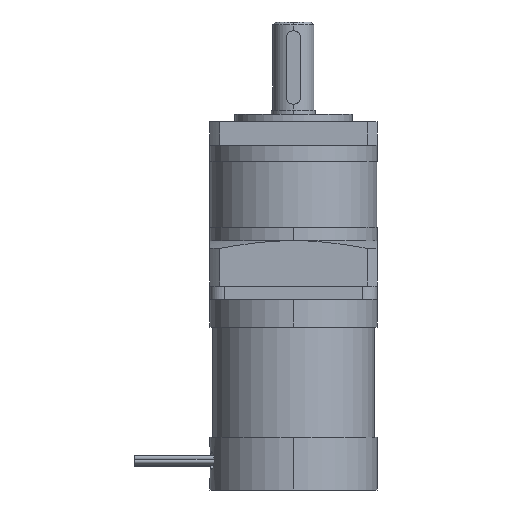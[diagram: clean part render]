
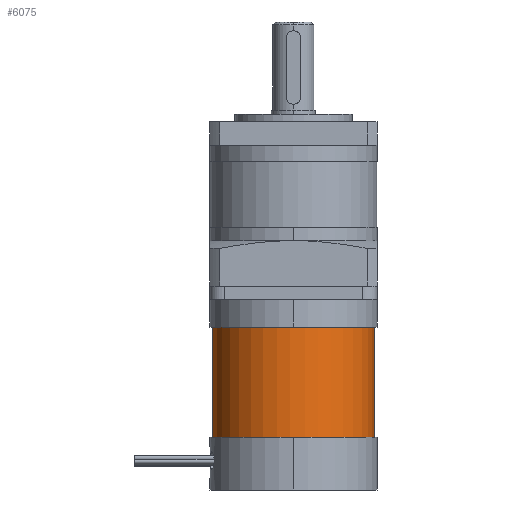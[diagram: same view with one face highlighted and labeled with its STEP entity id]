
A CAD part, front view. The second image highlights one B-rep face of the part: STEP entity #6075.
In plain terms, the highlighted cylindrical face has radius 27.5 mm (diameter 55 mm), a partial arc.
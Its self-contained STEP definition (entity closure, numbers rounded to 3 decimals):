
#252 = ORIENTED_EDGE ( 'NONE', *, *, #7451, .T. ) ;
#301 = DIRECTION ( 'NONE',  ( -1., 0., 0. ) ) ;
#1640 = EDGE_CURVE ( 'NONE', #7236, #3909, #4798, .T. ) ;
#2039 = CARTESIAN_POINT ( 'NONE',  ( -27.5, 0., 0. ) ) ;
#2810 = LINE ( 'NONE', #5725, #11796 ) ;
#3150 = CIRCLE ( 'NONE', #6130, 27.5 ) ;
#3521 = CARTESIAN_POINT ( 'NONE',  ( 27.5, 0., 37.5 ) ) ;
#3683 = VERTEX_POINT ( 'NONE', #7926 ) ;
#3796 = CARTESIAN_POINT ( 'NONE',  ( 0., 0., 37.5 ) ) ;
#3909 = VERTEX_POINT ( 'NONE', #2039 ) ;
#3950 = DIRECTION ( 'NONE',  ( 0., 0., 1. ) ) ;
#4287 = VERTEX_POINT ( 'NONE', #3521 ) ;
#4798 = LINE ( 'NONE', #11694, #14410 ) ;
#4998 = ORIENTED_EDGE ( 'NONE', *, *, #17002, .T. ) ;
#5461 = DIRECTION ( 'NONE',  ( 0., 0., 1. ) ) ;
#5725 = CARTESIAN_POINT ( 'NONE',  ( 27.5, 0., 37.5 ) ) ;
#6075 = ADVANCED_FACE ( 'NONE', ( #14479 ), #9187, .T. ) ;
#6130 = AXIS2_PLACEMENT_3D ( 'NONE', #3796, #5461, #15178 ) ;
#6907 = ORIENTED_EDGE ( 'NONE', *, *, #1640, .F. ) ;
#7088 = ORIENTED_EDGE ( 'NONE', *, *, #9838, .F. ) ;
#7236 = VERTEX_POINT ( 'NONE', #14882 ) ;
#7451 = EDGE_CURVE ( 'NONE', #4287, #3683, #2810, .T. ) ;
#7926 = CARTESIAN_POINT ( 'NONE',  ( 27.5, 0., 0. ) ) ;
#8735 = DIRECTION ( 'NONE',  ( 0., 0., -1. ) ) ;
#8820 = DIRECTION ( 'NONE',  ( 0., 0., -1. ) ) ;
#9187 = CYLINDRICAL_SURFACE ( 'NONE', #13825, 27.5 ) ;
#9838 = EDGE_CURVE ( 'NONE', #4287, #7236, #3150, .T. ) ;
#10090 = AXIS2_PLACEMENT_3D ( 'NONE', #16716, #3950, #15431 ) ;
#10676 = CIRCLE ( 'NONE', #10090, 27.5 ) ;
#11694 = CARTESIAN_POINT ( 'NONE',  ( -27.5, 0., 37.5 ) ) ;
#11796 = VECTOR ( 'NONE', #8735, 1000. ) ;
#12904 = DIRECTION ( 'NONE',  ( 0., 0., -1. ) ) ;
#13825 = AXIS2_PLACEMENT_3D ( 'NONE', #14858, #8820, #301 ) ;
#14410 = VECTOR ( 'NONE', #12904, 1000. ) ;
#14479 = FACE_OUTER_BOUND ( 'NONE', #16894, .T. ) ;
#14858 = CARTESIAN_POINT ( 'NONE',  ( 0., 0., 37.5 ) ) ;
#14882 = CARTESIAN_POINT ( 'NONE',  ( -27.5, 0., 37.5 ) ) ;
#15178 = DIRECTION ( 'NONE',  ( 1., 0., 0. ) ) ;
#15431 = DIRECTION ( 'NONE',  ( 1., 0., 0. ) ) ;
#16716 = CARTESIAN_POINT ( 'NONE',  ( 0., 0., 0. ) ) ;
#16894 = EDGE_LOOP ( 'NONE', ( #7088, #252, #4998, #6907 ) ) ;
#17002 = EDGE_CURVE ( 'NONE', #3683, #3909, #10676, .T. ) ;
